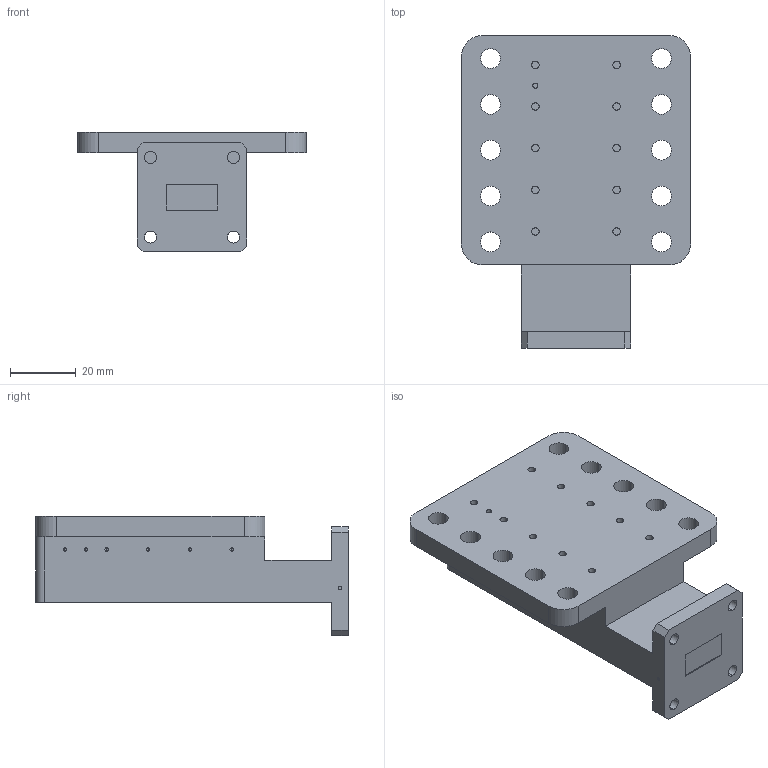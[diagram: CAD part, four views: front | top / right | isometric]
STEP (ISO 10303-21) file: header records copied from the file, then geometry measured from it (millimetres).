
FILE_DESCRIPTION (( 'STEP AP203' ), '1' );
FILE_NAME ('SWL-6250-S1-V.STEP', '2024-10-22T02:18:50', ( '' ), ( '' ), 'SwSTEP 2.0', 'SolidWorks 2021', '' );
FILE_SCHEMA (( 'CONFIG_CONTROL_DESIGN' ));
Length unit declared in the file: inch
Products named in the file (1): SWL-6250-S1-V
Bounding box: 69.85 x 95.25 x 36.5 mm (x, y, z)
Volume: 87966.9 mm3; surface area: 22884.4 mm2
Topology: 1 solids, 1 shells, 511 faces, 1106 edges, 654 vertices
Faces by surface type: plane 188, cylinder 165, cone 158
Entity records: 14543 total; most frequent: CARTESIAN_POINT 3146, DIRECTION 2480, ORIENTED_EDGE 2212, EDGE_CURVE 1106, AXIS2_PLACEMENT_3D 982, VERTEX_POINT 654, EDGE_LOOP 618, LINE 516
